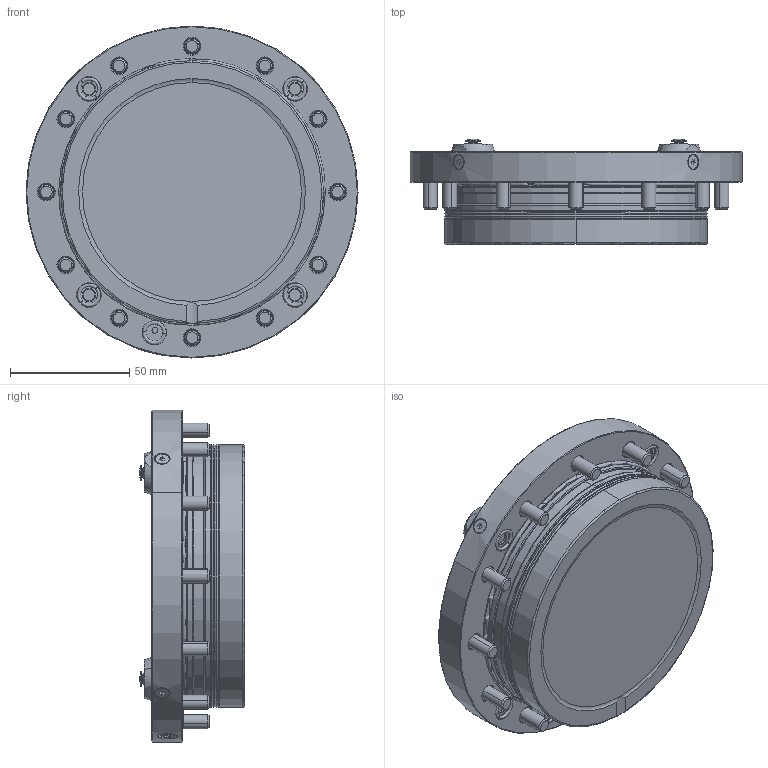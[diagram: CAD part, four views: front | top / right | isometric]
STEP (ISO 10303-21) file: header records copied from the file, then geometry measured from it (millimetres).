
FILE_DESCRIPTION (( 'STEP AP214' ), '1' );
FILE_NAME ('804 540-11 SSV-E Speedy classic 2 Twister HG NG 2µ 058-048a-01.STEP', '2014-04-18T13:22:29', ( '' ), ( '' ), 'SwSTEP 2.0', 'SolidWorks 2013', '' );
FILE_SCHEMA (( 'AUTOMOTIVE_DESIGN' ));
Length unit declared in the file: millimetre
Products named in the file (1): 804 540-11 SSV-E Speedy classic 2 Twister HG NG 2µ 058-048a-01
Bounding box: 139 x 44 x 139 mm (x, y, z)
Volume: 412881.8 mm3; surface area: 59585.6 mm2
Topology: 1 solids, 12 shells, 1115 faces, 2688 edges, 1658 vertices
Faces by surface type: cylinder 433, cone 293, torus 182, plane 175, sphere 32
Entity records: 46353 total; most frequent: CARTESIAN_POINT 11936, DIRECTION 5498, ORIENTED_EDGE 5260, EDGE_CURVE 2630, AXIS2_PLACEMENT_3D 2366, VERTEX_POINT 1658, EDGE_LOOP 1256, CIRCLE 1250
